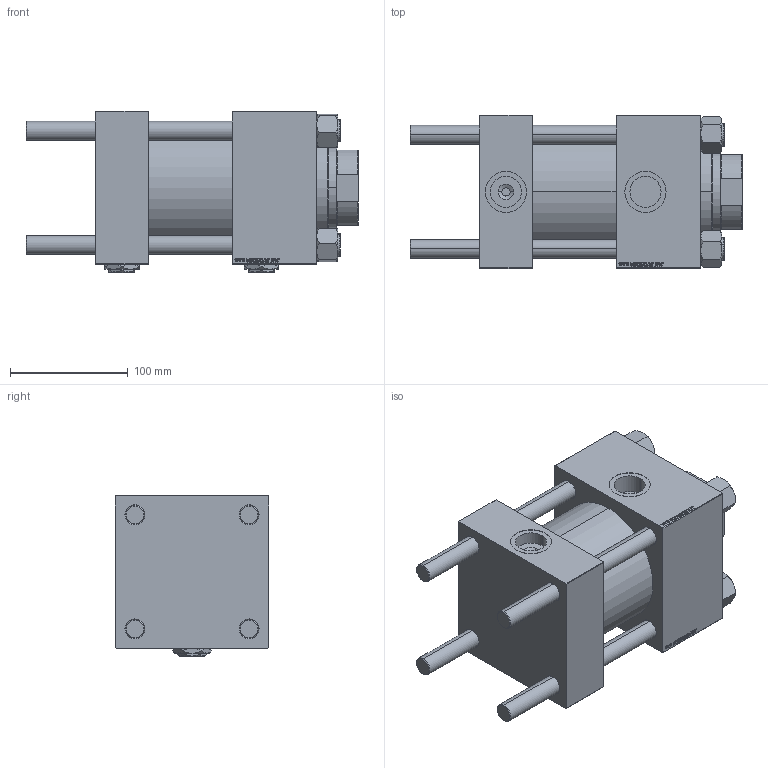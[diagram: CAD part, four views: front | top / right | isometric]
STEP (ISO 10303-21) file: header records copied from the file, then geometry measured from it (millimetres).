
FILE_DESCRIPTION (( 'STEP AP203' ), '1' );
FILE_NAME ('a4ed.STEP', '2022-10-03T15:10:22', ( '' ), ( '' ), 'SwSTEP 2.0', 'SolidWorks 2019', '' );
FILE_SCHEMA (( 'CONFIG_CONTROL_DESIGN' ));
Length unit declared in the file: millimetre
Products named in the file (7): CR025_012_A_0_G_A_G_M_020_+#_##_TYCINKA b82020e6bf80ab37edb565d8643199e2; V215CR_BODY_A b82020e6bf80ab37edb565d8643199e2; Zatka_pro_OIL_PORT b82020e6bf80ab37edb565d8643199e2; V215_VC_A b82020e6bf80ab37edb565d8643199e2; NUT_M5 b82020e6bf80ab37edb565d8643199e2; a4ed; V215CR_VCP b82020e6bf80ab37edb565d8643199e2
Assembly tree (13 placements, depth 2):
  a4ed
    V215CR_BODY_A b82020e6bf80ab37edb565d8643199e2
    CR025_012_A_0_G_A_G_M_020_+#_##_TYCINKA b82020e6bf80ab37edb565d8643199e2  x4
    NUT_M5 b82020e6bf80ab37edb565d8643199e2  x4
    V215CR_VCP b82020e6bf80ab37edb565d8643199e2
    V215_VC_A b82020e6bf80ab37edb565d8643199e2
    Zatka_pro_OIL_PORT b82020e6bf80ab37edb565d8643199e2  x2
Bounding box: 282 x 130 x 137 mm (x, y, z)
Volume: 2640739.2 mm3; surface area: 375751.8 mm2
Topology: 13 solids, 13 shells, 1287 faces, 3248 edges, 2107 vertices
Faces by surface type: plane 617, bspline 392, cone 178, cylinder 92, torus 8
Entity records: 52525 total; most frequent: CARTESIAN_POINT 27789, ORIENTED_EDGE 5568, DIRECTION 3598, EDGE_CURVE 2784, VERTEX_POINT 1827, LINE 1650, VECTOR 1650, EDGE_LOOP 1227
